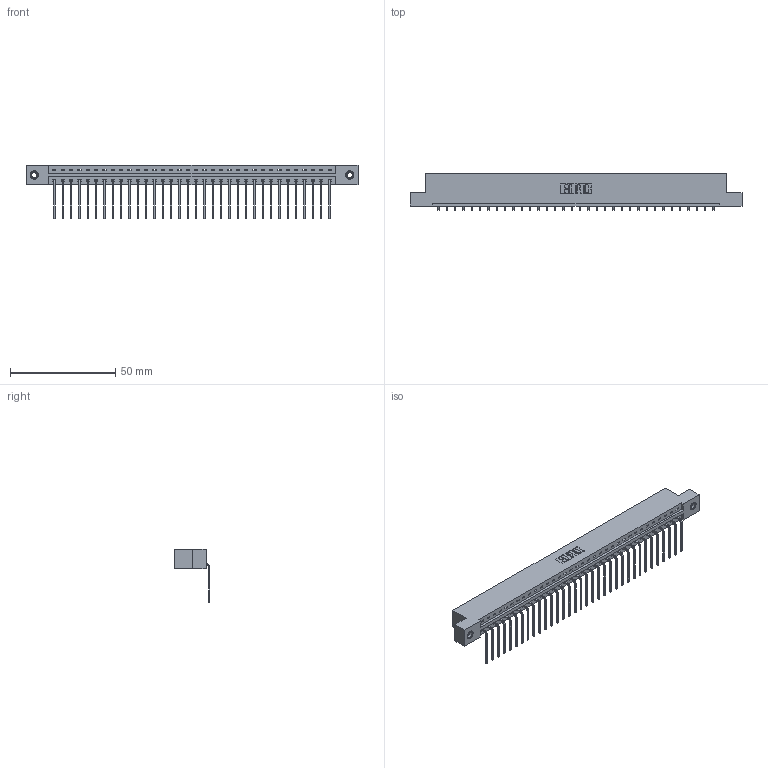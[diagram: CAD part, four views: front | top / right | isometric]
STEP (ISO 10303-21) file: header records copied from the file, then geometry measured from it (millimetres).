
FILE_DESCRIPTION (( 'STEP AP203' ), '1' );
FILE_NAME ('387-034-559-107.STEP', '2019-10-04T11:39:38', ( '' ), ( '' ), 'SwSTEP 2.0', 'SolidWorks 2016', '' );
FILE_SCHEMA (( 'CONFIG_CONTROL_DESIGN' ));
Length unit declared in the file: inch
Products named in the file (4): 345-292-001_558 559 Tail - 1; 387-034-559-107; 345-250-001_345-250-005-103; 337 Part_Flush Mounting Lugs - 0.156 Dia-TI
Assembly tree (37 placements, depth 2):
  387-034-559-107
    337 Part_Flush Mounting Lugs - 0.156 Dia-TI
    345-292-001_558 559 Tail - 1  x34
    345-250-001_345-250-005-103  x2
Bounding box: 157.73 x 17.09 x 25.53 mm (x, y, z)
Volume: 16393.5 mm3; surface area: 17632.8 mm2
Topology: 37 solids, 37 shells, 2350 faces, 7043 edges, 4642 vertices
Faces by surface type: plane 1734, cylinder 600, cone 12, torus 4
Entity records: 27578 total; most frequent: CARTESIAN_POINT 4783, ORIENTED_EDGE 4746, DIRECTION 4075, EDGE_CURVE 2373, VECTOR 2225, LINE 2225, VERTEX_POINT 1576, AXIS2_PLACEMENT_3D 925
